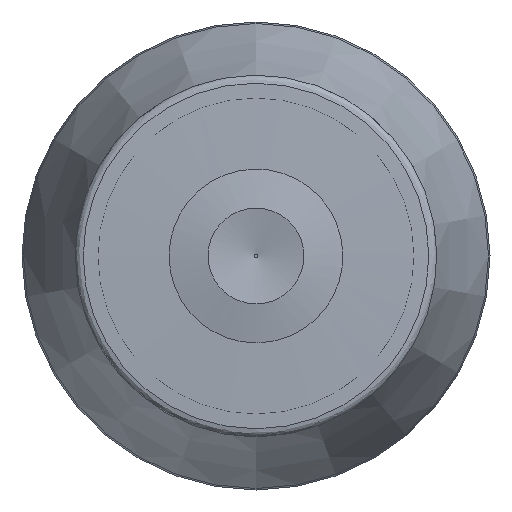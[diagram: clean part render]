
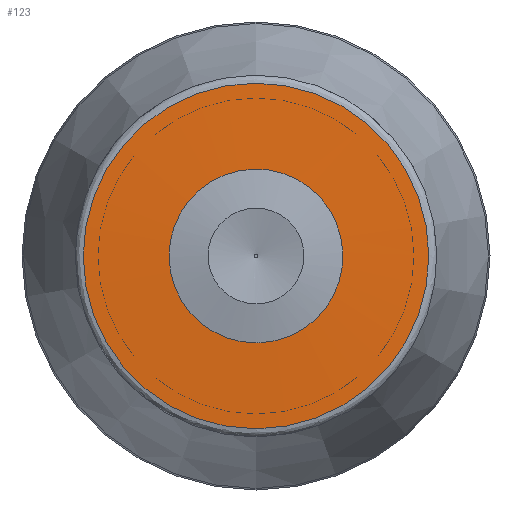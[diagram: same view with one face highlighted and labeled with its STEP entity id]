
A CAD part, left-side view. The second image highlights one B-rep face of the part: STEP entity #123.
In plain terms, the highlighted face is a revolution surface.
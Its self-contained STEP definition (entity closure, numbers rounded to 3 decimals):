
#27=SURFACE_OF_REVOLUTION('',#47,#37);
#37=AXIS1_PLACEMENT('',#671,#568);
#47=LINE('',#670,#54);
#54=VECTOR('',#567,8.11);
#123=ADVANCED_FACE('',(#179,#180),#27,.T.);
#179=FACE_BOUND('',#241,.T.);
#180=FACE_BOUND('',#242,.T.);
#241=EDGE_LOOP('',(#303));
#242=EDGE_LOOP('',(#304));
#303=ORIENTED_EDGE('',*,*,#376,.F.);
#304=ORIENTED_EDGE('',*,*,#377,.F.);
#345=VERTEX_POINT('',#667);
#346=VERTEX_POINT('',#669);
#376=EDGE_CURVE('',#345,#345,#407,.T.);
#377=EDGE_CURVE('',#346,#346,#408,.T.);
#407=CIRCLE('',#462,16.245);
#408=CIRCLE('',#463,8.171);
#462=AXIS2_PLACEMENT_3D('',#666,#563,#564);
#463=AXIS2_PLACEMENT_3D('',#668,#565,#566);
#563=DIRECTION('',(1.,0.,0.));
#564=DIRECTION('',(0.,0.,-1.));
#565=DIRECTION('',(-1.,0.,0.));
#566=DIRECTION('',(0.,0.,-1.));
#567=DIRECTION('',(0.035,-0.999,-0.001));
#568=DIRECTION('',(1.,0.,0.));
#666=CARTESIAN_POINT('',(0.929,0.,0.));
#667=CARTESIAN_POINT('',(0.929,0.,-16.245));
#668=CARTESIAN_POINT('',(0.647,0.,0.));
#669=CARTESIAN_POINT('',(0.647,0.,-8.171));
#670=CARTESIAN_POINT('',(0.647,-8.112,0.978));
#671=CARTESIAN_POINT('',(8.,0.,0.));
